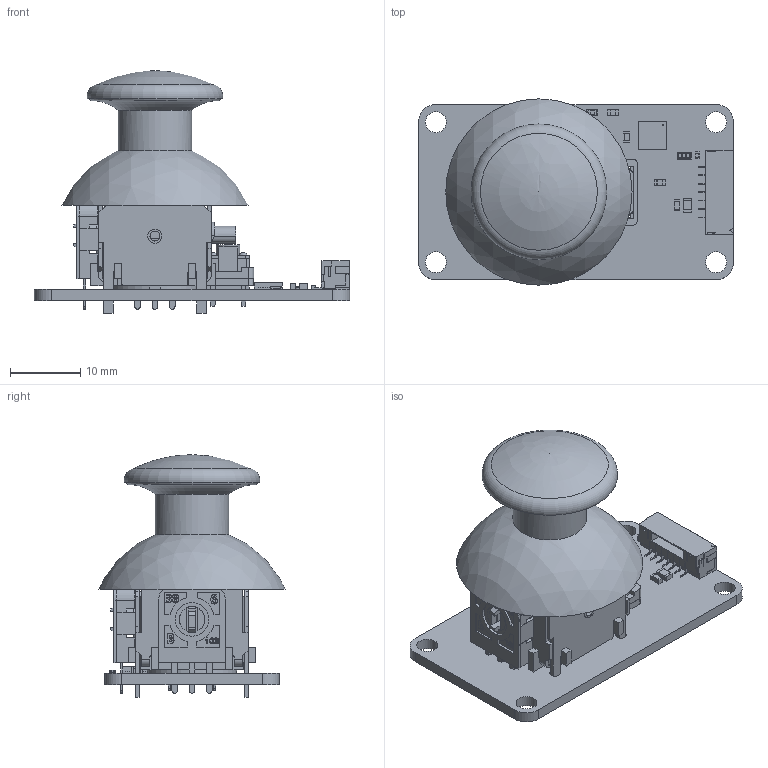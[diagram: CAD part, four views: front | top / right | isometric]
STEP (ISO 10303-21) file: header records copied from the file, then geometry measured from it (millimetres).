
FILE_DESCRIPTION(('FreeCAD Model'),'2;1');
FILE_NAME( 'joystick-v2.step', '2019-05-15T16:35:12',('kicad StepUp'),('ksu MCAD'), 'Open CASCADE STEP processor 7.3','FreeCAD','Unknown');
FILE_SCHEMA(('AUTOMOTIVE_DESIGN { 1 0 10303 214 1 1 1 1 }'));
Length unit declared in the file: millimetre
Products named in the file (17): joystick-v2; Board_Geoms; Pcb; Open CASCADE STEP translator 7.3 1.1.1.1; Step_Models; Top; C1_C_0805_5AFEA5D3; C2_C_0603_5AFEA5D9; C3_C_0402_5AFEA5DF; C4_C_0603_5AFEA5E5; D1_D_0603_blue_5AFEA5EB; P1_BrickletConn_7pin_5AFEA5F8; R1_R_0603_5AFEA60C; R3_R_0603_5AFEA612; RP1_Cut_5AFEA61E; U1_QFN-24_4x4mm_Pitch0.5mm_5AFEA63E; U3_Joystick_withButton_4C653501
Assembly tree (16 placements, depth 4):
  joystick-v2
    Board_Geoms
      Pcb
        Open CASCADE STEP translator 7.3 1.1.1.1
    Step_Models
      Top
        C1_C_0805_5AFEA5D3
        C2_C_0603_5AFEA5D9
        C3_C_0402_5AFEA5DF
        C4_C_0603_5AFEA5E5
        D1_D_0603_blue_5AFEA5EB
        P1_BrickletConn_7pin_5AFEA5F8
        R1_R_0603_5AFEA60C
        R3_R_0603_5AFEA612
        RP1_Cut_5AFEA61E
        U1_QFN-24_4x4mm_Pitch0.5mm_5AFEA63E
        U3_Joystick_withButton_4C653501
Bounding box: 45 x 26.6 x 34.6 mm (x, y, z)
Volume: 6495.9 mm3; surface area: 11825.6 mm2
Topology: 13 solids, 14 shells, 2417 faces, 6978 edges, 4570 vertices
Faces by surface type: plane 1794, cylinder 430, extrusion 172, torus 9, revolution 8, cone 2, sphere 2
Full cylindrical faces by diameter (mm): 0.78 x4, 0.8 x4, 1.001 x10, 1.1 x4, 1.2 x13, 1.4 x1, 1.501 x4, 1.6 x2, 2 x1, 2.9 x2, 2.95 x1, 3 x4, 3.1 x1, 3.4 x1, 3.648 x2, 3.65 x2, 3.9 x1, 4 x1, 4.8 x2, 8 x1, 9.2 x1, 10.5 x1, 11.2 x1, 12 x1
Entity records: 99845 total; most frequent: CARTESIAN_POINT 18850, ORIENTED_EDGE 13952, DIRECTION 12269, EDGE_CURVE 6976, VECTOR 5705, LINE 5533, VERTEX_POINT 4570, AXIS2_PLACEMENT_3D 3278
